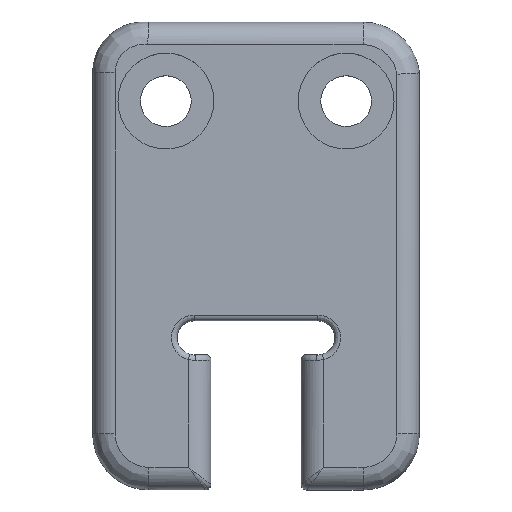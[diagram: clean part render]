
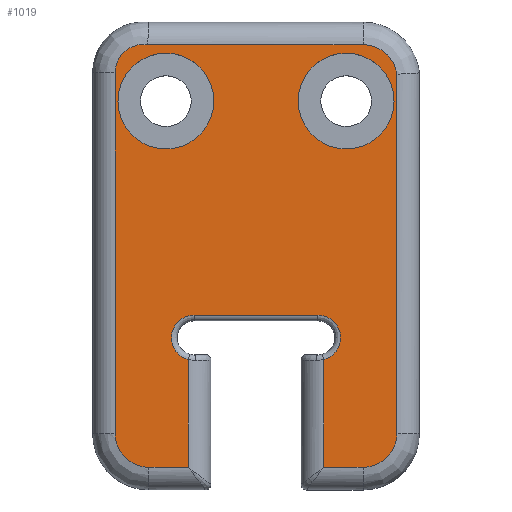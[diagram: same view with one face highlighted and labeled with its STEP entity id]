
A CAD part, top view. The second image highlights one B-rep face of the part: STEP entity #1019.
In plain terms, the highlighted planar face has unit normal (0, 0, 1).
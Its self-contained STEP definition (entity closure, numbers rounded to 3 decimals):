
#115=CARTESIAN_POINT('',(-6.,-14.004,10.0));
#116=VERTEX_POINT('',#115);
#128=CARTESIAN_POINT('',(-9.5,-14.004,10.0));
#129=VERTEX_POINT('',#128);
#130=CARTESIAN_POINT('',(-9.5,-14.004,10.0));
#131=DIRECTION('',(1.0,0.0,0.0));
#132=VECTOR('',#131,3.5);
#133=LINE('',#130,#132);
#134=EDGE_CURVE('',#129,#116,#133,.T.);
#161=CARTESIAN_POINT('',(9.5,-14.004,10.0));
#162=VERTEX_POINT('',#161);
#170=CARTESIAN_POINT('',(6.,-14.004,10.0));
#171=VERTEX_POINT('',#170);
#172=CARTESIAN_POINT('',(6.,-14.004,10.0));
#173=DIRECTION('',(1.0,0.0,0.0));
#174=VECTOR('',#173,3.5);
#175=LINE('',#172,#174);
#176=EDGE_CURVE('',#171,#162,#175,.T.);
#207=CARTESIAN_POINT('',(-9.621,23.496,10.0));
#208=VERTEX_POINT('',#207);
#219=CARTESIAN_POINT('',(9.5,23.496,10.0));
#220=VERTEX_POINT('',#219);
#221=CARTESIAN_POINT('',(9.5,23.496,10.0));
#222=DIRECTION('',(-1.0,0.0,0.0));
#223=VECTOR('',#222,19.121);
#224=LINE('',#221,#223);
#225=EDGE_CURVE('',#220,#208,#224,.T.);
#310=CARTESIAN_POINT('',(-12.5,20.996,10.0));
#311=VERTEX_POINT('',#310);
#319=CARTESIAN_POINT('',(-9.975,20.996,10.0));
#320=DIRECTION('',(0.0,0.0,1.0));
#321=DIRECTION('',(-1.0,0.0,0.0));
#322=AXIS2_PLACEMENT_3D('',#319,#320,#321);
#323=CIRCLE('',#322,2.525);
#324=EDGE_CURVE('',#208,#311,#323,.T.);
#337=CARTESIAN_POINT('',(12.5,20.877,10.0));
#338=VERTEX_POINT('',#337);
#349=CARTESIAN_POINT('',(12.5,-11.004,10.0));
#350=VERTEX_POINT('',#349);
#351=CARTESIAN_POINT('',(12.5,-11.004,10.0));
#352=DIRECTION('',(0.0,1.0,0.0));
#353=VECTOR('',#352,31.881);
#354=LINE('',#351,#353);
#355=EDGE_CURVE('',#350,#338,#354,.T.);
#433=CARTESIAN_POINT('',(9.5,20.468,10.0));
#434=DIRECTION('',(0.0,0.0,1.0));
#435=DIRECTION('',(0.,1.0,0.0));
#436=AXIS2_PLACEMENT_3D('',#433,#434,#435);
#437=CIRCLE('',#436,3.028);
#438=EDGE_CURVE('',#338,#220,#437,.T.);
#559=CARTESIAN_POINT('',(9.5,-11.004,10.0));
#560=DIRECTION('',(0.0,0.0,1.0));
#561=DIRECTION('',(0.0,-1.0,0.0));
#562=AXIS2_PLACEMENT_3D('',#559,#560,#561);
#563=CIRCLE('',#562,3.);
#564=EDGE_CURVE('',#162,#350,#563,.T.);
#583=CARTESIAN_POINT('',(-12.5,-11.004,10.0));
#584=VERTEX_POINT('',#583);
#592=CARTESIAN_POINT('',(-12.5,20.996,10.0));
#593=DIRECTION('',(0.0,-1.0,0.0));
#594=VECTOR('',#593,32.);
#595=LINE('',#592,#594);
#596=EDGE_CURVE('',#311,#584,#595,.T.);
#660=CARTESIAN_POINT('',(-9.5,-11.004,10.0));
#661=DIRECTION('',(0.0,0.0,1.0));
#662=DIRECTION('',(1.0,0.0,0.0));
#663=AXIS2_PLACEMENT_3D('',#660,#661,#662);
#664=CIRCLE('',#663,3.);
#665=EDGE_CURVE('',#584,#129,#664,.T.);
#910=CARTESIAN_POINT('',(-6.,-4.44,10.0));
#911=VERTEX_POINT('',#910);
#920=CARTESIAN_POINT('',(-6.,-14.004,10.0));
#921=DIRECTION('',(0.0,1.0,0.0));
#922=VECTOR('',#921,9.564);
#923=LINE('',#920,#922);
#924=EDGE_CURVE('',#116,#911,#923,.T.);
#930=CARTESIAN_POINT('',(-17.4,-20.157,10.0));
#931=DIRECTION('',(0.0,0.0,1.0));
#932=DIRECTION('',(1.0,0.0,0.0));
#933=AXIS2_PLACEMENT_3D('',#930,#931,#932);
#934=PLANE('',#933);
#935=ORIENTED_EDGE('',*,*,#176,.T.);
#936=ORIENTED_EDGE('',*,*,#564,.T.);
#937=ORIENTED_EDGE('',*,*,#355,.T.);
#938=ORIENTED_EDGE('',*,*,#438,.T.);
#939=ORIENTED_EDGE('',*,*,#225,.T.);
#940=ORIENTED_EDGE('',*,*,#324,.T.);
#941=ORIENTED_EDGE('',*,*,#596,.T.);
#942=ORIENTED_EDGE('',*,*,#665,.T.);
#943=ORIENTED_EDGE('',*,*,#134,.T.);
#944=ORIENTED_EDGE('',*,*,#924,.T.);
#945=CARTESIAN_POINT('',(-5.5,-0.504,10.0));
#946=VERTEX_POINT('',#945);
#947=CARTESIAN_POINT('',(-5.5,-2.504,10.0));
#948=DIRECTION('',(0.0,0.0,-1.0));
#949=DIRECTION('',(1.0,0.0,0.0));
#950=AXIS2_PLACEMENT_3D('',#947,#948,#949);
#951=CIRCLE('',#950,2.);
#952=EDGE_CURVE('',#911,#946,#951,.T.);
#953=ORIENTED_EDGE('',*,*,#952,.T.);
#954=CARTESIAN_POINT('',(5.5,-0.504,10.0));
#955=VERTEX_POINT('',#954);
#956=CARTESIAN_POINT('',(-5.5,-0.504,10.0));
#957=DIRECTION('',(1.0,0.0,0.0));
#958=VECTOR('',#957,11.);
#959=LINE('',#956,#958);
#960=EDGE_CURVE('',#946,#955,#959,.T.);
#961=ORIENTED_EDGE('',*,*,#960,.T.);
#962=CARTESIAN_POINT('',(6.,-4.44,10.0));
#963=VERTEX_POINT('',#962);
#964=CARTESIAN_POINT('',(5.5,-2.504,10.0));
#965=DIRECTION('',(0.0,0.0,-1.0));
#966=DIRECTION('',(0.0,-1.0,0.0));
#967=AXIS2_PLACEMENT_3D('',#964,#965,#966);
#968=CIRCLE('',#967,2.);
#969=EDGE_CURVE('',#955,#963,#968,.T.);
#970=ORIENTED_EDGE('',*,*,#969,.T.);
#971=CARTESIAN_POINT('',(6.,-4.44,10.0));
#972=DIRECTION('',(0.,-1.0,0.0));
#973=VECTOR('',#972,9.564);
#974=LINE('',#971,#973);
#975=EDGE_CURVE('',#963,#171,#974,.T.);
#976=ORIENTED_EDGE('',*,*,#975,.T.);
#977=EDGE_LOOP('',(#935,#936,#937,#938,#939,#940,#941,#942,#943,#944,#953,#961,#970,#976));
#978=FACE_OUTER_BOUND('',#977,.T.);
#979=CARTESIAN_POINT('',(-12.25,18.496,10.0));
#980=VERTEX_POINT('',#979);
#981=CARTESIAN_POINT('',(-3.75,18.496,10.0));
#982=VERTEX_POINT('',#981);
#983=CARTESIAN_POINT('',(-8.,18.496,10.0));
#984=DIRECTION('',(0.0,0.0,1.0));
#985=DIRECTION('',(1.0,0.0,0.0));
#986=AXIS2_PLACEMENT_3D('',#983,#984,#985);
#987=CIRCLE('',#986,4.25);
#988=EDGE_CURVE('',#980,#982,#987,.T.);
#989=ORIENTED_EDGE('',*,*,#988,.F.);
#990=CARTESIAN_POINT('',(-8.,18.496,10.0));
#991=DIRECTION('',(0.0,0.0,1.0));
#992=DIRECTION('',(1.0,0.0,0.0));
#993=AXIS2_PLACEMENT_3D('',#990,#991,#992);
#994=CIRCLE('',#993,4.25);
#995=EDGE_CURVE('',#982,#980,#994,.T.);
#996=ORIENTED_EDGE('',*,*,#995,.F.);
#997=EDGE_LOOP('',(#989,#996));
#998=FACE_BOUND('',#997,.T.);
#999=CARTESIAN_POINT('',(3.75,18.496,10.0));
#1000=VERTEX_POINT('',#999);
#1001=CARTESIAN_POINT('',(12.25,18.496,10.0));
#1002=VERTEX_POINT('',#1001);
#1003=CARTESIAN_POINT('',(8.,18.496,10.0));
#1004=DIRECTION('',(0.0,0.0,1.0));
#1005=DIRECTION('',(1.0,0.0,0.0));
#1006=AXIS2_PLACEMENT_3D('',#1003,#1004,#1005);
#1007=CIRCLE('',#1006,4.25);
#1008=EDGE_CURVE('',#1000,#1002,#1007,.T.);
#1009=ORIENTED_EDGE('',*,*,#1008,.F.);
#1010=CARTESIAN_POINT('',(8.,18.496,10.0));
#1011=DIRECTION('',(0.0,0.0,1.0));
#1012=DIRECTION('',(1.0,0.0,0.0));
#1013=AXIS2_PLACEMENT_3D('',#1010,#1011,#1012);
#1014=CIRCLE('',#1013,4.25);
#1015=EDGE_CURVE('',#1002,#1000,#1014,.T.);
#1016=ORIENTED_EDGE('',*,*,#1015,.F.);
#1017=EDGE_LOOP('',(#1009,#1016));
#1018=FACE_BOUND('',#1017,.T.);
#1019=ADVANCED_FACE('',(#978,#998,#1018),#934,.T.);
